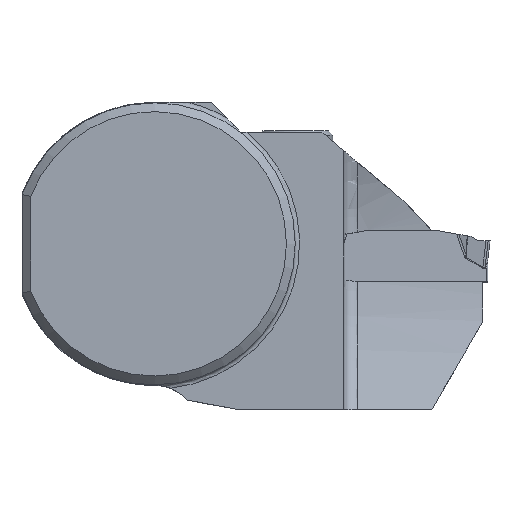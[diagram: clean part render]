
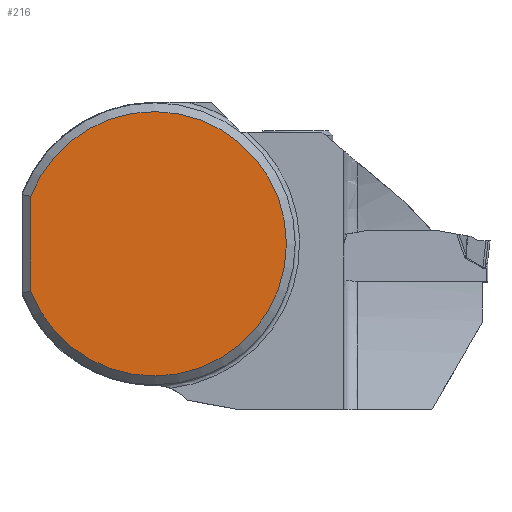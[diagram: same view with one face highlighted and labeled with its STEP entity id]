
A CAD part, top view. The second image highlights one B-rep face of the part: STEP entity #216.
In plain terms, the highlighted planar face has unit normal (0, 0, 1).
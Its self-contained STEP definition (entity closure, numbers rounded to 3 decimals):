
#163=PLANE('',#2462);
#216=ADVANCED_FACE('',(#393),#163,.F.);
#393=FACE_OUTER_BOUND('',#525,.T.);
#525=EDGE_LOOP('',(#904,#905));
#664=CIRCLE('',#2461,15.);
#904=ORIENTED_EDGE('',*,*,#1820,.F.);
#905=ORIENTED_EDGE('',*,*,#1821,.T.);
#1596=VERTEX_POINT('',#3369);
#1597=VERTEX_POINT('',#3370);
#1820=EDGE_CURVE('',#1596,#1597,#2142,.T.);
#1821=EDGE_CURVE('',#1596,#1597,#664,.T.);
#2142=LINE('',#3368,#2271);
#2271=VECTOR('',#2720,1.);
#2461=AXIS2_PLACEMENT_3D('',#3371,#2721,#2722);
#2462=AXIS2_PLACEMENT_3D('',#3372,#2723,#2724);
#2720=DIRECTION('',(0.,1.,0.));
#2721=DIRECTION('',(0.,0.,1.));
#2722=DIRECTION('',(1.,0.,0.));
#2723=DIRECTION('',(0.,0.,-1.));
#2724=DIRECTION('',(1.,0.,0.));
#3368=CARTESIAN_POINT('',(-14.,0.,0.325));
#3369=CARTESIAN_POINT('',(-14.,-5.385,0.325));
#3370=CARTESIAN_POINT('',(-14.,5.385,0.325));
#3371=CARTESIAN_POINT('',(0.,0.,0.325));
#3372=CARTESIAN_POINT('',(0.,0.,0.325));
